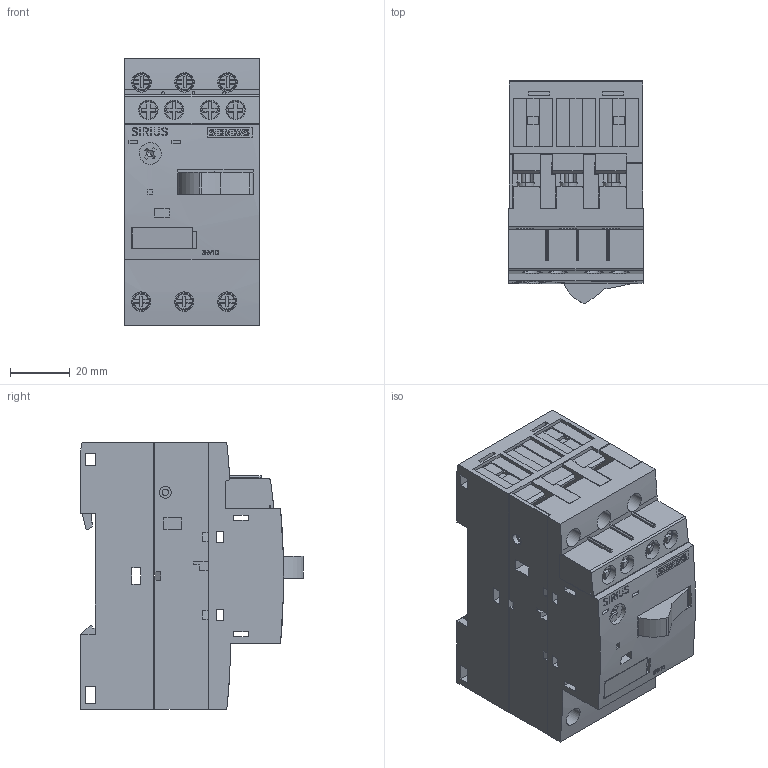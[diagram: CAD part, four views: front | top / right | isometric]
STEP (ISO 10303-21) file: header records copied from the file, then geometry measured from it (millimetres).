
FILE_DESCRIPTION(('no description'),'unknown implementation level');
FILE_NAME('3RV10xxxxxx5_3D_v.stp',' ',('SIEMENS A&D'),('CADClick - KiM GmbH - www.kimweb.de'),'unknown preprocess','ACIS','unknown authorization');
FILE_SCHEMA(('automotive_design'));
Length unit declared in the file: millimetre
Products named in the file (1): 1
Bounding box: 45 x 74.67 x 89.6 mm (x, y, z)
Volume: 216959 mm3; surface area: 57498.3 mm2
Topology: 1 solids, 2 shells, 1153 faces, 3223 edges, 2116 vertices
Faces by surface type: plane 858, cylinder 193, cone 58, torus 44
Entity records: 76552 total; most frequent: CARTESIAN_POINT 10412, STYLED_ITEM 6491, PRESENTATION_STYLE_ASSIGNMENT 6491, COLOUR_RGB 6491, ORIENTED_EDGE 6442, DIRECTION 6207, EDGE_CURVE 3221, CURVE_STYLE 3221
